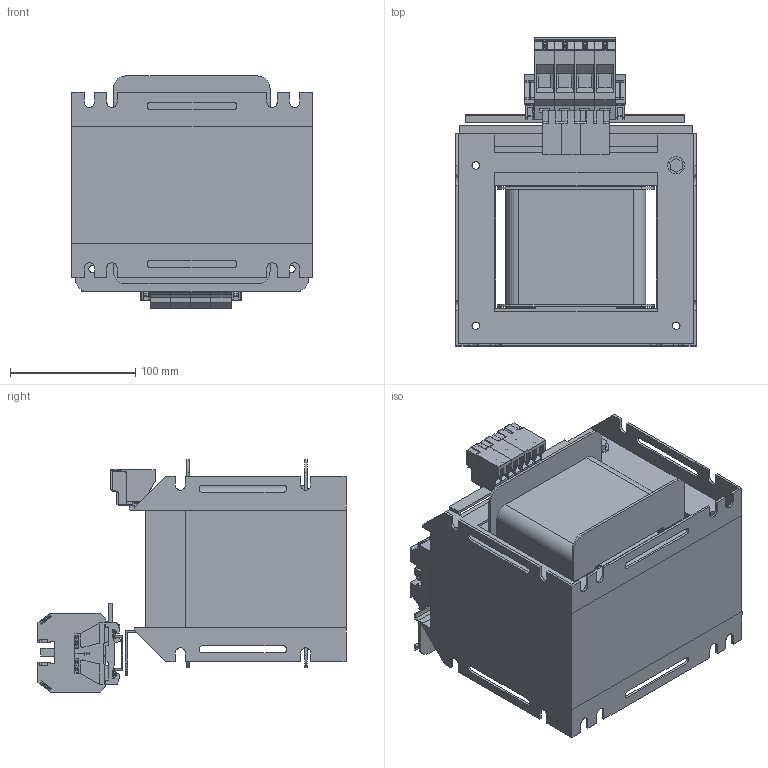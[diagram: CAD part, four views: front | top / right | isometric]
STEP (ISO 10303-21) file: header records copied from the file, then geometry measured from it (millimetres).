
FILE_DESCRIPTION (( 'STEP AP203' ), '1' );
FILE_NAME ('EURM1602.STEP', '2024-07-16T11:11:59', ( 'Utilisateur Windows' ), ( '' ), 'SwSTEP 2.0', 'SolidWorks 2023', '' );
FILE_SCHEMA (( 'CONFIG_CONTROL_DESIGN' ));
Length unit declared in the file: millimetre
Products named in the file (17): Cadre pour borne WAGO pour EURM1601 - 2001 - 2501; Conta clip PTKS 4-3 Couvercle; Tole monophase EI 160x192 1W7 - I - 94; EURM1602; Rondelle M6; Cadre pour borne WAGO pour EURM1601 - 2001 - 2501 - Sans support de borne; Support de borne cadre 160x192; Contaclip - Cavalier bone 35mm²; Borne de jonction vissee 35mm gris; Butee extremite a visser; Conta clip PTKS 4-2 Couvercle; Rail din symetrique 35x7.5 - 7 trous; Ref. EURM1601; Vis tete hexa M6; Tole monophase EI 160x192 1W7 - E - 94; Conta clip PTKS 4-2; Conta clip PTKS 4-1
Assembly tree (26 placements, depth 2):
  EURM1602
    Cadre pour borne WAGO pour EURM1601 - 2001 - 2501
    Ref. EURM1601
    Cadre pour borne WAGO pour EURM1601 - 2001 - 2501 - Sans support de borne
    Tole monophase EI 160x192 1W7 - E - 94
    Tole monophase EI 160x192 1W7 - I - 94
    Support de borne cadre 160x192
    Rail din symetrique 35x7.5 - 7 trous
    Borne de jonction vissee 35mm gris  x4
    Butee extremite a visser  x2
    Rondelle M6  x2
    Vis tete hexa M6  x2
    Conta clip PTKS 4-2  x3
    Conta clip PTKS 4-1
    Conta clip PTKS 4-2 Couvercle  x2
    Conta clip PTKS 4-3 Couvercle
    Contaclip - Cavalier bone 35mm²  x2
Bounding box: 192 x 245.8 x 185.26 mm (x, y, z)
Volume: 3348848.6 mm3; surface area: 589655.2 mm2
Topology: 26 solids, 26 shells, 4005 faces, 11080 edges, 7231 vertices
Faces by surface type: plane 2763, cylinder 1003, bspline 147, torus 60, cone 32
Entity records: 66421 total; most frequent: CARTESIAN_POINT 15151, ORIENTED_EDGE 10592, DIRECTION 9785, EDGE_CURVE 5296, VECTOR 4089, LINE 4089, VERTEX_POINT 3469, AXIS2_PLACEMENT_3D 2848
